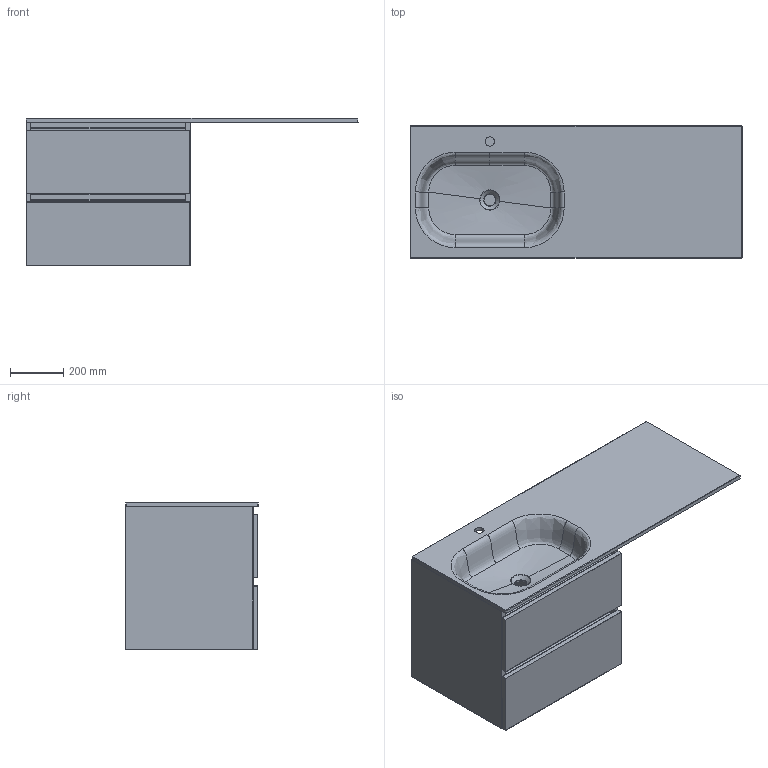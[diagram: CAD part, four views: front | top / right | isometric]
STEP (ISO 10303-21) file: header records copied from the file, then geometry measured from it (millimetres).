
FILE_DESCRIPTION(/* description */ (''),/* implementation_level */ '2;1');
FILE_NAME(/* name */ 'Lake 1250 L.stp',/* time_stamp */ '2025-09-15T16:58:20+03:00',/* author */ ('ya'),/* organization */ (''),/* preprocessor_version */ 'ST-DEVELOPER v18.1',/* originating_system */ 'Autodesk Inventor 2022',/* authorisation */ '');
FILE_SCHEMA (('AUTOMOTIVE_DESIGN { 1 0 10303 214 3 1 1 }'));
Products named in the file (4): Lake 1250 L; Lake 1250R модель_MIR; чехол 88_MIR2; Lake 1250R_MIR
Assembly tree (3 placements, depth 2):
  Lake 1250 L
    Lake 1250R модель_MIR
    чехол 88_MIR2
    Lake 1250R_MIR
Bounding box: 1250 x 500 x 554 mm (x, y, z)
Volume: 41105713.2 mm3; surface area: 6350742.6 mm2
Topology: 39 solids, 39 shells, 409 faces, 968 edges, 628 vertices
Faces by surface type: plane 334, bspline 32, cylinder 31, sphere 8, cone 3, torus 1
Full cylindrical faces by diameter (mm): 6 x4, 35 x1
Entity records: 49596 total; most frequent: CARTESIAN_POINT 40078, ORIENTED_EDGE 1928, DIRECTION 1752, EDGE_CURVE 964, LINE 820, VECTOR 820, VERTEX_POINT 628, AXIS2_PLACEMENT_3D 466
